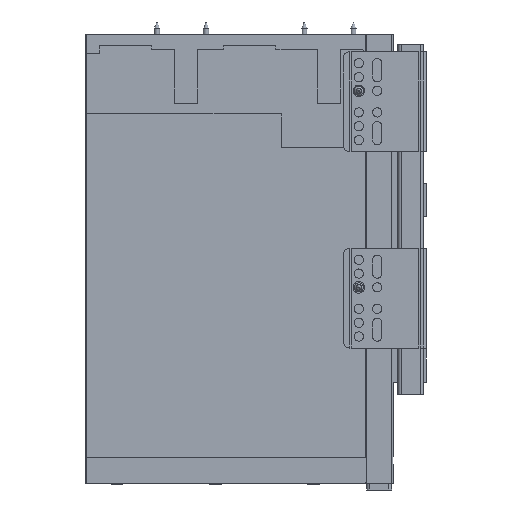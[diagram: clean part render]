
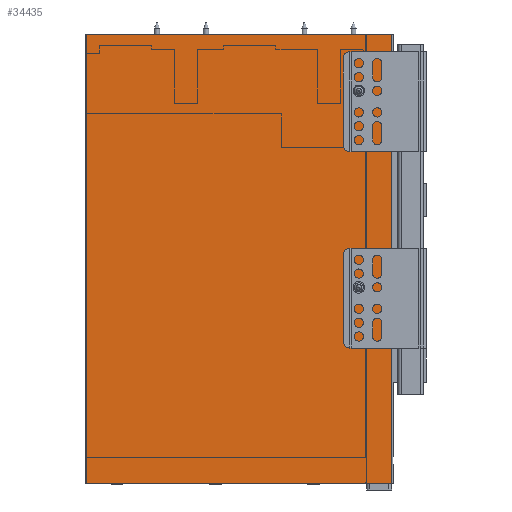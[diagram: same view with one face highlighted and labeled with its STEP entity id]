
A CAD part, left-side view. The second image highlights one B-rep face of the part: STEP entity #34435.
In plain terms, the highlighted planar face has unit normal (-1, 0, 0).
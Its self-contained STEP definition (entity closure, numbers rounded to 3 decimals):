
#2229=FACE_OUTER_BOUND('',#4229,.T.);
#4229=EDGE_LOOP('',(#23989,#23990,#23991,#23992));
#6649=LINE('',#49559,#10683);
#6650=LINE('',#49561,#10684);
#6651=LINE('',#49563,#10685);
#6652=LINE('',#49564,#10686);
#10683=VECTOR('',#40222,10.);
#10684=VECTOR('',#40223,10.);
#10685=VECTOR('',#40224,10.);
#10686=VECTOR('',#40225,10.);
#14694=VERTEX_POINT('',#49557);
#14695=VERTEX_POINT('',#49558);
#14696=VERTEX_POINT('',#49560);
#14697=VERTEX_POINT('',#49562);
#18260=EDGE_CURVE('',#14694,#14695,#6649,.T.);
#18261=EDGE_CURVE('',#14694,#14696,#6650,.T.);
#18262=EDGE_CURVE('',#14697,#14696,#6651,.T.);
#18263=EDGE_CURVE('',#14695,#14697,#6652,.T.);
#23989=ORIENTED_EDGE('',*,*,#18260,.F.);
#23990=ORIENTED_EDGE('',*,*,#18261,.T.);
#23991=ORIENTED_EDGE('',*,*,#18262,.F.);
#23992=ORIENTED_EDGE('',*,*,#18263,.F.);
#32925=PLANE('',#36637);
#34435=ADVANCED_FACE('',(#2229),#32925,.T.);
#36637=AXIS2_PLACEMENT_3D('',#49556,#40220,#40221);
#40220=DIRECTION('center_axis',(-1.,0.,0.));
#40221=DIRECTION('ref_axis',(0.,1.,0.));
#40222=DIRECTION('',(0.,0.,-1.));
#40223=DIRECTION('',(0.,1.,0.));
#40224=DIRECTION('',(0.,0.,1.));
#40225=DIRECTION('',(0.,1.,0.));
#49556=CARTESIAN_POINT('Origin',(-174.9,22.,11.5));
#49557=CARTESIAN_POINT('',(-174.9,22.5,11.5));
#49558=CARTESIAN_POINT('',(-174.9,22.5,-281.5));
#49559=CARTESIAN_POINT('',(-174.9,22.5,11.5));
#49560=CARTESIAN_POINT('',(-174.9,221.5,11.5));
#49561=CARTESIAN_POINT('',(-174.9,22.,11.5));
#49562=CARTESIAN_POINT('',(-174.9,221.5,-281.5));
#49563=CARTESIAN_POINT('',(-174.9,221.5,11.5));
#49564=CARTESIAN_POINT('',(-174.9,22.,-281.5));
